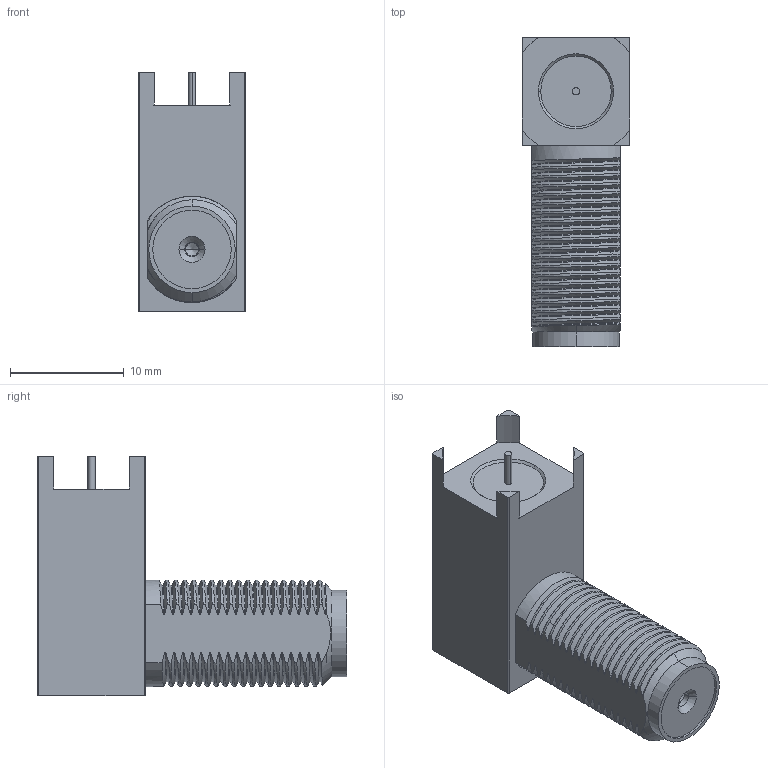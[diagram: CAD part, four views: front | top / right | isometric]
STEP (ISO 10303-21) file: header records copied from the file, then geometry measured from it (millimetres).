
FILE_DESCRIPTION((''),'2;1');
FILE_NAME('F6252A1-012-TT3G-75_SW0001','2020-06-04T16:36:51',('Viji'),(''),'CREO PARAMETRIC BY PTC INC, 2019444','CREO PARAMETRIC BY PTC INC, 2019444','');
FILE_SCHEMA(('CONFIG_CONTROL_DESIGN'));
Length unit declared in the file: millimetre
Products named in the file (1): F6252A1-012-TT3G-75_SW0001
Bounding box: 9.5 x 27.2 x 21.1 mm (x, y, z)
Volume: 2658.8 mm3; surface area: 1641.8 mm2
Topology: 1 solids, 1 shells, 224 faces, 630 edges, 414 vertices
Faces by surface type: bspline 125, cylinder 60, plane 26, cone 13
Entity records: 14860 total; most frequent: CARTESIAN_POINT 10010, ORIENTED_EDGE 1260, EDGE_CURVE 630, DIRECTION 564, VERTEX_POINT 414, B_SPLINE_CURVE_WITH_KNOTS 331, VECTOR 232, LINE 232
